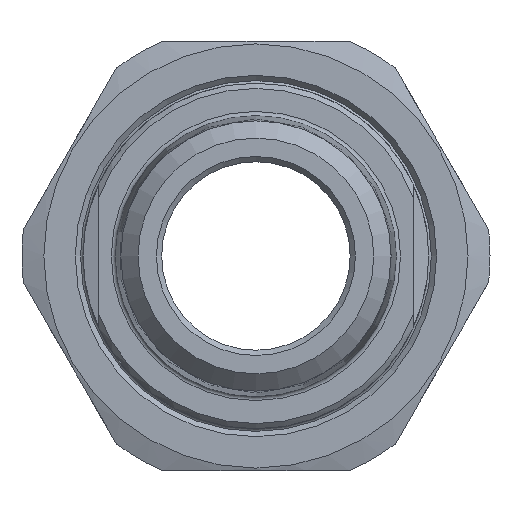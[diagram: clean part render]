
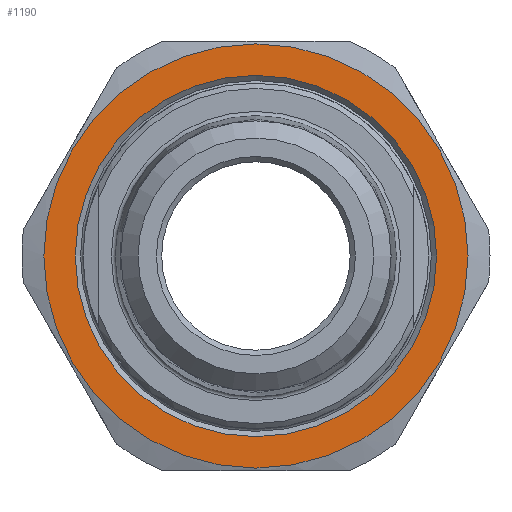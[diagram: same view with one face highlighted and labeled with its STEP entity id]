
A CAD part, left-side view. The second image highlights one B-rep face of the part: STEP entity #1190.
In plain terms, the highlighted planar face has unit normal (-1, 0, 0).
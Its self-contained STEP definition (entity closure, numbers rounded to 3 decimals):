
#69=FACE_BOUND('',#216,.T.);
#86=PLANE('',#1360);
#140=FACE_OUTER_BOUND('',#215,.T.);
#215=EDGE_LOOP('',(#887));
#216=EDGE_LOOP('',(#888));
#415=CIRCLE('',#1349,20.25);
#416=CIRCLE('',#1355,17.25);
#526=VERTEX_POINT('',#2011);
#527=VERTEX_POINT('',#2047);
#650=EDGE_CURVE('',#526,#526,#415,.T.);
#661=EDGE_CURVE('',#527,#527,#416,.T.);
#887=ORIENTED_EDGE('',*,*,#650,.T.);
#888=ORIENTED_EDGE('',*,*,#661,.F.);
#1190=ADVANCED_FACE('',(#140,#69),#86,.F.);
#1349=AXIS2_PLACEMENT_3D('',#2013,#1580,#1581);
#1355=AXIS2_PLACEMENT_3D('',#2048,#1593,#1594);
#1360=AXIS2_PLACEMENT_3D('',#2058,#1605,#1606);
#1580=DIRECTION('center_axis',(-1.,0.,0.));
#1581=DIRECTION('ref_axis',(0.,1.,0.));
#1593=DIRECTION('center_axis',(-1.,0.,0.));
#1594=DIRECTION('ref_axis',(0.,-1.,0.));
#1605=DIRECTION('center_axis',(1.,0.,0.));
#1606=DIRECTION('ref_axis',(0.,0.,-1.));
#2011=CARTESIAN_POINT('',(-17.,-20.25,0.));
#2013=CARTESIAN_POINT('Origin',(-17.,0.,0.));
#2047=CARTESIAN_POINT('',(-17.,17.25,0.));
#2048=CARTESIAN_POINT('Origin',(-17.,0.,0.));
#2058=CARTESIAN_POINT('Origin',(-17.,0.,0.));
